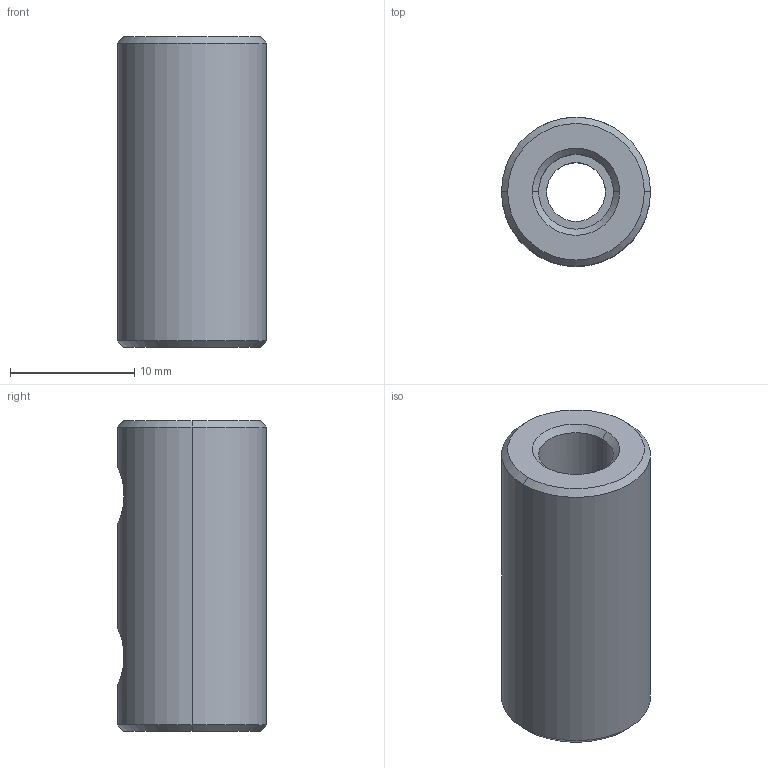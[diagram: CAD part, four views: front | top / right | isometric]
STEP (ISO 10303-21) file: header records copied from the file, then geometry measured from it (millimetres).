
FILE_DESCRIPTION (( 'STEP AP214' ), '1' );
FILE_NAME ('39276_TXM-Joins 6mm Shaft to 4.7mm Shaft.STEP', '2017-02-01T20:53:07', ( '' ), ( '' ), 'SwSTEP 2.0', 'SolidWorks 2016', '' );
FILE_SCHEMA (( 'AUTOMOTIVE_DESIGN' ));
Length unit declared in the file: millimetre
Products named in the file (2): 39276_TXM-Joins 6mm Shaft to 4.7mm Shaft
Bounding box: 12 x 12 x 25 mm (x, y, z)
Volume: 2149.8 mm3; surface area: 1554.3 mm2
Topology: 1 solids, 1 shells, 25 faces, 54 edges, 32 vertices
Faces by surface type: cylinder 10, cone 8, bspline 4, plane 3
Entity records: 1253 total; most frequent: CARTESIAN_POINT 633, ORIENTED_EDGE 108, DIRECTION 104, EDGE_CURVE 54, AXIS2_PLACEMENT_3D 43, EDGE_LOOP 32, VERTEX_POINT 32, FACE_OUTER_BOUND 25
